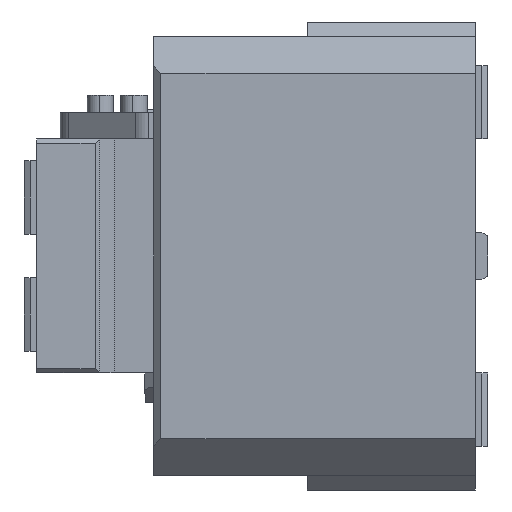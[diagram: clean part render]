
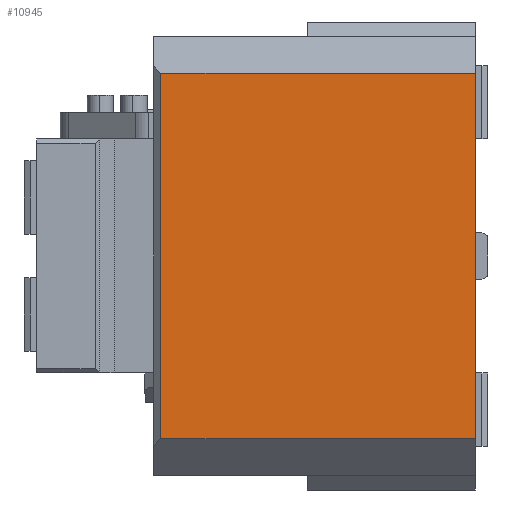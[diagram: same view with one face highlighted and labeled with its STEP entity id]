
A CAD part, left-side view. The second image highlights one B-rep face of the part: STEP entity #10945.
In plain terms, the highlighted planar face has unit normal (-1, 0, 0).
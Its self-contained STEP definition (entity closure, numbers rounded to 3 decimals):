
#9737=CARTESIAN_POINT('Vertex',(0.,0.,125.)) ;
#9740=CARTESIAN_POINT('Line Origine',(0.,0.,0.)) ;
#9744=CARTESIAN_POINT('Vertex',(0.,0.,-125.)) ;
#10906=CARTESIAN_POINT('Vertex',(0.,215.,125.)) ;
#10909=CARTESIAN_POINT('Line Origine',(0.,107.5,125.)) ;
#10922=CARTESIAN_POINT('Axis2P3D Location',(0.,0.,165.)) ;
#10927=CARTESIAN_POINT('Line Origine',(0.,215.,0.)) ;
#10931=CARTESIAN_POINT('Vertex',(0.,215.,-125.)) ;
#10934=CARTESIAN_POINT('Line Origine',(0.,107.5,-125.)) ;
#9741=DIRECTION('Vector Direction',(0.,0.,-1.)) ;
#10910=DIRECTION('Vector Direction',(0.,-1.,0.)) ;
#10923=DIRECTION('Axis2P3D Direction',(-1.,0.,0.)) ;
#10924=DIRECTION('Axis2P3D XDirection',(0.,0.,1.)) ;
#10928=DIRECTION('Vector Direction',(0.,0.,-1.)) ;
#10935=DIRECTION('Vector Direction',(0.,-1.,0.)) ;
#10925=AXIS2_PLACEMENT_3D('Plane Axis2P3D',#10922,#10923,#10924) ;
#10940=ORIENTED_EDGE('',*,*,#10933,.T.) ;
#10941=ORIENTED_EDGE('',*,*,#10938,.T.) ;
#10942=ORIENTED_EDGE('',*,*,#9746,.F.) ;
#10943=ORIENTED_EDGE('',*,*,#10913,.F.) ;
#9742=VECTOR('Line Direction',#9741,1.) ;
#10911=VECTOR('Line Direction',#10910,1.) ;
#10929=VECTOR('Line Direction',#10928,1.) ;
#10936=VECTOR('Line Direction',#10935,1.) ;
#10945=ADVANCED_FACE('CAM HOLDER',(#10944),#10926,.T.) ;
#9746=EDGE_CURVE('',#9738,#9745,#9743,.T.) ;
#10913=EDGE_CURVE('',#10907,#9738,#10912,.T.) ;
#10933=EDGE_CURVE('',#10907,#10932,#10930,.T.) ;
#10938=EDGE_CURVE('',#10932,#9745,#10937,.T.) ;
#10939=EDGE_LOOP('',(#10940,#10941,#10942,#10943)) ;
#10944=FACE_OUTER_BOUND('',#10939,.T.) ;
#9743=LINE('Line',#9740,#9742) ;
#10912=LINE('Line',#10909,#10911) ;
#10930=LINE('Line',#10927,#10929) ;
#10937=LINE('Line',#10934,#10936) ;
#10926=PLANE('Plane',#10925) ;
#9738=VERTEX_POINT('',#9737) ;
#9745=VERTEX_POINT('',#9744) ;
#10907=VERTEX_POINT('',#10906) ;
#10932=VERTEX_POINT('',#10931) ;
